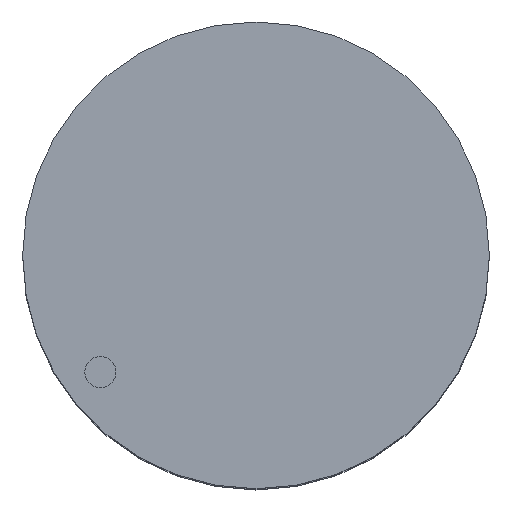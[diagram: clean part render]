
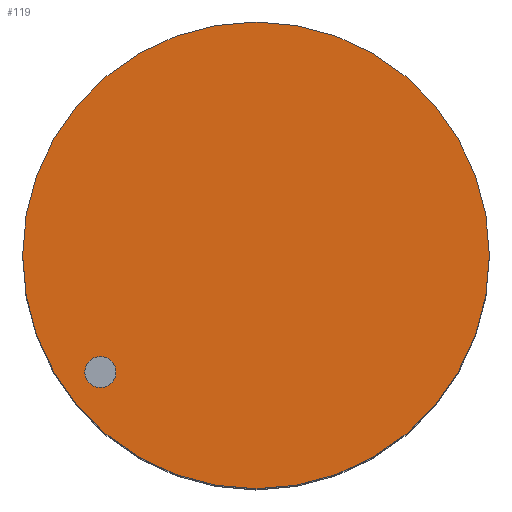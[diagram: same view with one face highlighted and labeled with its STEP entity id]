
A CAD part, top view. The second image highlights one B-rep face of the part: STEP entity #119.
In plain terms, the highlighted planar face has unit normal (0, 0, 1).
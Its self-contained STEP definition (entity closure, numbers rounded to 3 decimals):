
#18=FACE_BOUND('',#45,.T.);
#23=PLANE('',#158);
#33=FACE_OUTER_BOUND('',#44,.T.);
#44=EDGE_LOOP('',(#104));
#45=EDGE_LOOP('',(#105));
#60=CIRCLE('',#153,10.);
#61=CIRCLE('',#156,150.);
#68=VERTEX_POINT('',#221);
#69=VERTEX_POINT('',#226);
#79=EDGE_CURVE('',#68,#68,#60,.T.);
#80=EDGE_CURVE('',#69,#69,#61,.T.);
#104=ORIENTED_EDGE('',*,*,#80,.T.);
#105=ORIENTED_EDGE('',*,*,#79,.T.);
#119=ADVANCED_FACE('',(#33,#18),#23,.T.);
#153=AXIS2_PLACEMENT_3D('',#223,#187,#188);
#156=AXIS2_PLACEMENT_3D('',#227,#193,#194);
#158=AXIS2_PLACEMENT_3D('',#231,#198,#199);
#187=DIRECTION('center_axis',(0.,0.,-1.));
#188=DIRECTION('ref_axis',(0.,-1.,0.));
#193=DIRECTION('center_axis',(0.,0.,1.));
#194=DIRECTION('ref_axis',(0.,-1.,0.));
#198=DIRECTION('center_axis',(0.,0.,1.));
#199=DIRECTION('ref_axis',(0.,-1.,0.));
#221=CARTESIAN_POINT('',(-100.,-65.,460.));
#223=CARTESIAN_POINT('Origin',(-100.,-75.,460.));
#226=CARTESIAN_POINT('',(0.,150.,460.));
#227=CARTESIAN_POINT('Origin',(0.,0.,460.));
#231=CARTESIAN_POINT('Origin',(0.,0.,460.));
